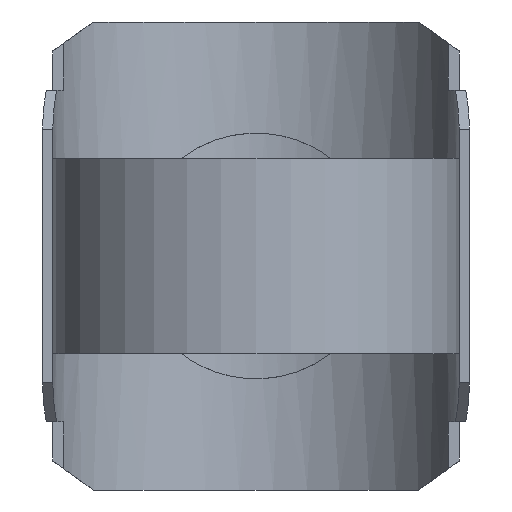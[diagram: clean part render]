
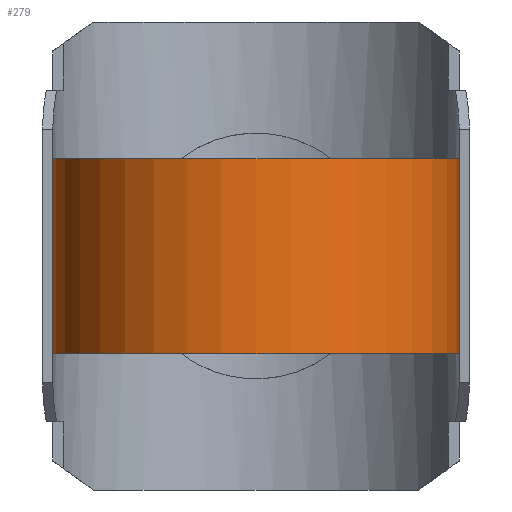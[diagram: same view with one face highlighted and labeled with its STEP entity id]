
A CAD part, front view. The second image highlights one B-rep face of the part: STEP entity #279.
In plain terms, the highlighted cylindrical face has radius 62.5 mm (diameter 125 mm), a partial arc.
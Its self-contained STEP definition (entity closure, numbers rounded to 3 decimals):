
#253 = EDGE_CURVE( '', #437, #567, #693, .T. );
#279 = ADVANCED_FACE( '', ( #722 ), #723, .T. );
#327 = VERTEX_POINT( '', #773 );
#393 = VERTEX_POINT( '', #849 );
#437 = VERTEX_POINT( '', #896 );
#563 = EDGE_CURVE( '', #437, #327, #1036, .T. );
#567 = VERTEX_POINT( '', #1041 );
#585 = EDGE_CURVE( '', #393, #327, #1062, .T. );
#627 = EDGE_CURVE( '', #567, #393, #1107, .T. );
#693 = LINE( '', #1171, #1172 );
#722 = FACE_OUTER_BOUND( '', #1207, .T. );
#723 = CYLINDRICAL_SURFACE( '', #1208, 62.5 );
#773 = CARTESIAN_POINT( '', ( 62.5, 0., 30. ) );
#849 = CARTESIAN_POINT( '', ( 62.5, 0., -30. ) );
#896 = CARTESIAN_POINT( '', ( -62.5, 0., 30. ) );
#1036 = CIRCLE( '', #1836, 62.5 );
#1041 = CARTESIAN_POINT( '', ( -62.5, 0., -30. ) );
#1062 = LINE( '', #1870, #1871 );
#1107 = CIRCLE( '', #1961, 62.5 );
#1171 = CARTESIAN_POINT( '', ( -62.5, 0., 0. ) );
#1172 = VECTOR( '', #2129, 1. );
#1207 = EDGE_LOOP( '', ( #2165, #2166, #2167, #2168 ) );
#1208 = AXIS2_PLACEMENT_3D( '', #2169, #2170, #2171 );
#1836 = AXIS2_PLACEMENT_3D( '', #2539, #2540, #2541 );
#1870 = CARTESIAN_POINT( '', ( 62.5, 0., 0. ) );
#1871 = VECTOR( '', #2590, 1. );
#1961 = AXIS2_PLACEMENT_3D( '', #2637, #2638, #2639 );
#2129 = DIRECTION( '', ( 0., 0., -1. ) );
#2165 = ORIENTED_EDGE( '', *, *, #585, .T. );
#2166 = ORIENTED_EDGE( '', *, *, #563, .F. );
#2167 = ORIENTED_EDGE( '', *, *, #253, .T. );
#2168 = ORIENTED_EDGE( '', *, *, #627, .T. );
#2169 = CARTESIAN_POINT( '', ( 0., 0., 30. ) );
#2170 = DIRECTION( '', ( 0., 0., 1. ) );
#2171 = DIRECTION( '', ( 1., 0., 0. ) );
#2539 = CARTESIAN_POINT( '', ( 0., 0., 30. ) );
#2540 = DIRECTION( '', ( 0., 0., 1. ) );
#2541 = DIRECTION( '', ( 1., 0., 0. ) );
#2590 = DIRECTION( '', ( 0., 0., 1. ) );
#2637 = CARTESIAN_POINT( '', ( 0., 0., -30. ) );
#2638 = DIRECTION( '', ( 0., 0., 1. ) );
#2639 = DIRECTION( '', ( 1., 0., 0. ) );
